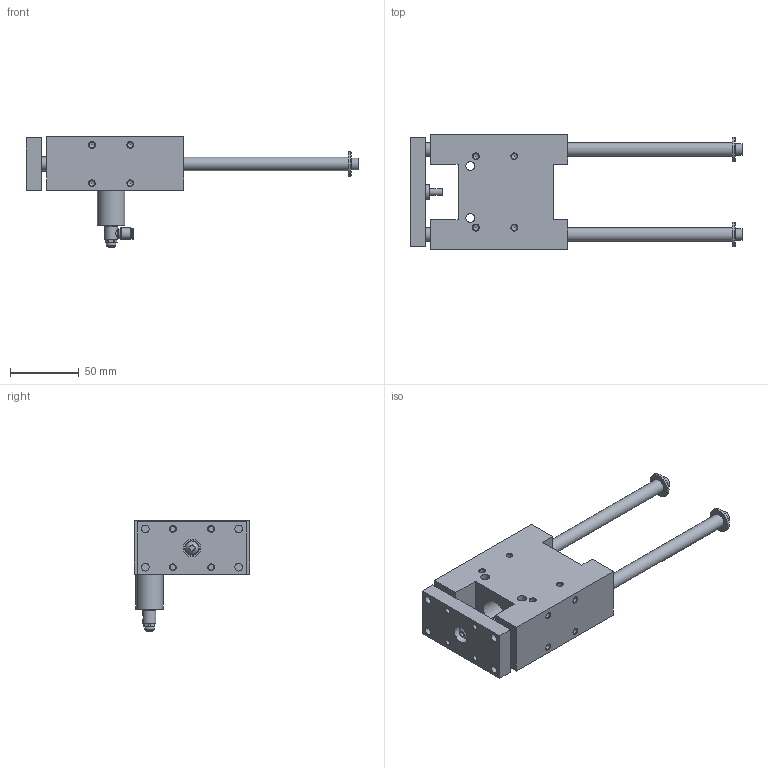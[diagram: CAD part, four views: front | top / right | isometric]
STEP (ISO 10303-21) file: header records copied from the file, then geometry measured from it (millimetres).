
FILE_DESCRIPTION( ( 'STEP AP214' ), '1' );
FILE_NAME( '3232292.step', '2006-07-06T08:20:45', ( ' ' ), ( ' ' ), 'XStep 1.0', ' ', ' ' );
FILE_SCHEMA( ( 'automotive_design' ) );
Length unit declared in the file: metre
Products named in the file (2): 1; 2
Bounding box: 242 x 84 x 80.76 mm (x, y, z)
Volume: 303316.9 mm3; surface area: 72976.1 mm2
Topology: 2 solids, 3 shells, 294 faces, 699 edges, 461 vertices
Faces by surface type: plane 124, cylinder 102, cone 62, torus 4, sphere 2
Full cylindrical faces by diameter (mm): 2.134 x1, 3.242 x8, 3.5 x1, 4 x1, 4.134 x28, 5 x2, 5.1 x12, 5.2 x1, 5.5 x4, 6.5 x3, 6.63 x1, 7 x1, 8.1 x1, 8.5 x3, 9.5 x1, 10 x5, 10.5 x2, 13 x1, 18 x2, 20 x1
Entity records: 10050 total; most frequent: CARTESIAN_POINT 1634, DIRECTION 1293, ORIENTED_EDGE 974, AXIS2_PLACEMENT_3D 544, EDGE_LOOP 508, EDGE_CURVE 487, VERTEX_POINT 401, FACE_OUTER_BOUND 378
